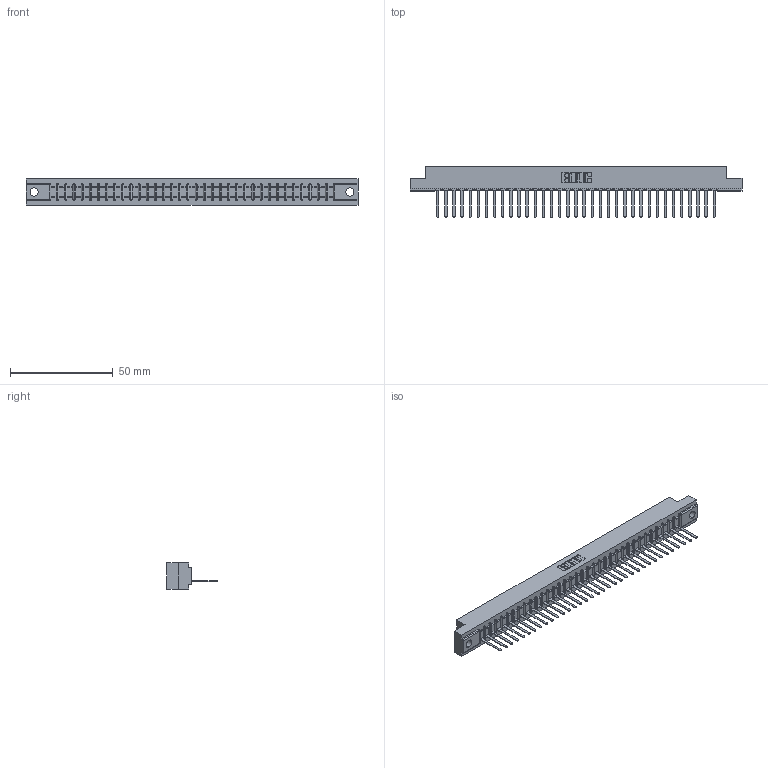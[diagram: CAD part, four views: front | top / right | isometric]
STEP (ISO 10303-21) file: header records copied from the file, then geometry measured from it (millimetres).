
FILE_DESCRIPTION (( 'STEP AP203' ), '1' );
FILE_NAME ('307-035-541-104.STEP', '2019-09-05T07:10:21', ( '' ), ( '' ), 'SwSTEP 2.0', 'SolidWorks 2016', '' );
FILE_SCHEMA (( 'CONFIG_CONTROL_DESIGN' ));
Length unit declared in the file: inch
Products named in the file (3): 307 Part_.156 Dia Mounting Holes; 307-290-002_541; 307-035-541-104
Assembly tree (36 placements, depth 2):
  307-035-541-104
    307 Part_.156 Dia Mounting Holes
    307-290-002_541  x35
Bounding box: 161.7 x 24.59 x 12.7 mm (x, y, z)
Volume: 17244.2 mm3; surface area: 22000.3 mm2
Topology: 36 solids, 36 shells, 2758 faces, 8479 edges, 5554 vertices
Faces by surface type: plane 1659, cylinder 1027, sphere 72
Entity records: 32004 total; most frequent: CARTESIAN_POINT 5402, ORIENTED_EDGE 5390, DIRECTION 5243, EDGE_CURVE 2695, VECTOR 2069, LINE 2069, VERTEX_POINT 1746, AXIS2_PLACEMENT_3D 1587
